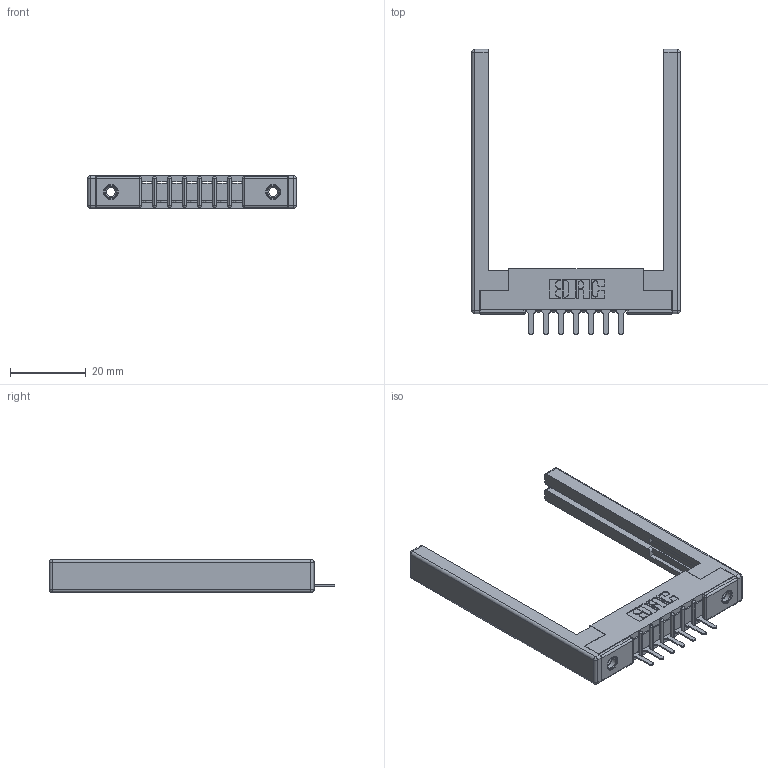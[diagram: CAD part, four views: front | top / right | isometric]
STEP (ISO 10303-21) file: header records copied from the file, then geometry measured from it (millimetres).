
FILE_DESCRIPTION (( 'STEP AP203' ), '1' );
FILE_NAME ('307-007-425-168.STEP', '2020-09-25T01:22:22', ( '' ), ( '' ), 'SwSTEP 2.0', 'SolidWorks 2020', '' );
FILE_SCHEMA (( 'CONFIG_CONTROL_DESIGN' ));
Length unit declared in the file: inch
Products named in the file (5): 307 Part_.156 Dia Mounting Holes; 345-250-001_345-250-001-102; 307-290-001_525; 307-007-425-168; 307-220-068
Assembly tree (12 placements, depth 2):
  307-007-425-168
    307 Part_.156 Dia Mounting Holes
    307-290-001_525  x7
    307-220-068  x2
    345-250-001_345-250-001-102  x2
Bounding box: 55.17 x 75.39 x 8.71 mm (x, y, z)
Volume: 8086.6 mm3; surface area: 8974 mm2
Topology: 12 solids, 12 shells, 672 faces, 1847 edges, 1178 vertices
Faces by surface type: plane 417, cylinder 215, sphere 24, cone 12, torus 4
Entity records: 13043 total; most frequent: CARTESIAN_POINT 2149, DIRECTION 2128, ORIENTED_EDGE 2124, EDGE_CURVE 1062, LINE 798, VECTOR 798, VERTEX_POINT 686, AXIS2_PLACEMENT_3D 665
